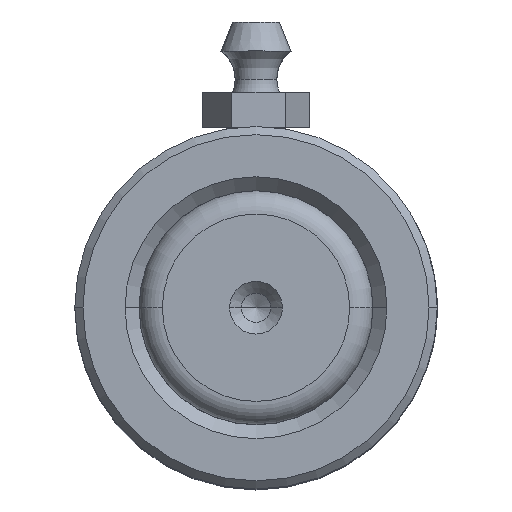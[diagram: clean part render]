
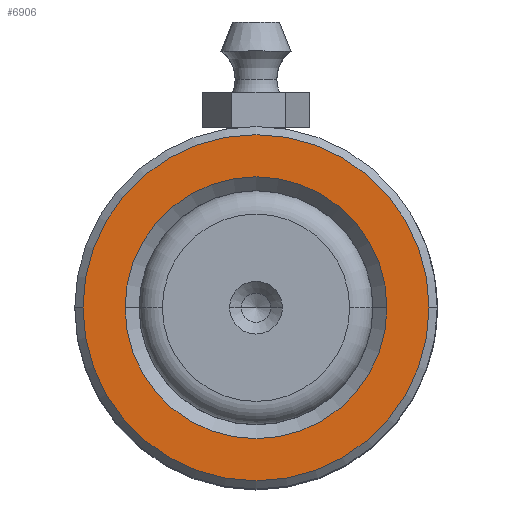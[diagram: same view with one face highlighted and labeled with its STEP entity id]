
A CAD part, top view. The second image highlights one B-rep face of the part: STEP entity #6906.
In plain terms, the highlighted planar face has unit normal (0, 0, 1).
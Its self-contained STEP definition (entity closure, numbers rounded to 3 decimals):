
#68 = DIRECTION ( 'NONE',  ( 1., 0., 0. ) ) ;
#420 = ORIENTED_EDGE ( 'NONE', *, *, #3468, .T. ) ;
#445 = CARTESIAN_POINT ( 'NONE',  ( 11.2, 0., 50. ) ) ;
#463 = FACE_BOUND ( 'NONE', #607, .T. ) ;
#588 = CARTESIAN_POINT ( 'NONE',  ( 0., 0., 50. ) ) ;
#607 = EDGE_LOOP ( 'NONE', ( #5861, #2431 ) ) ;
#621 = CARTESIAN_POINT ( 'NONE',  ( 0., 0., 50. ) ) ;
#866 = CARTESIAN_POINT ( 'NONE',  ( 0., 0., 50. ) ) ;
#1782 = AXIS2_PLACEMENT_3D ( 'NONE', #621, #4542, #6001 ) ;
#1946 = VERTEX_POINT ( 'NONE', #7501 ) ;
#2210 = DIRECTION ( 'NONE',  ( 1., 0., 0. ) ) ;
#2416 = AXIS2_PLACEMENT_3D ( 'NONE', #866, #5389, #2210 ) ;
#2431 = ORIENTED_EDGE ( 'NONE', *, *, #4265, .T. ) ;
#2835 = AXIS2_PLACEMENT_3D ( 'NONE', #588, #7818, #3254 ) ;
#2903 = CARTESIAN_POINT ( 'NONE',  ( 0., 0., 50. ) ) ;
#3254 = DIRECTION ( 'NONE',  ( 1., 0., 0. ) ) ;
#3468 = EDGE_CURVE ( 'NONE', #1946, #5258, #5225, .T. ) ;
#3494 = CIRCLE ( 'NONE', #1782, 11.2 ) ;
#3755 = EDGE_LOOP ( 'NONE', ( #7273, #420 ) ) ;
#3918 = DIRECTION ( 'NONE',  ( 0., 0., 1. ) ) ;
#4038 = CARTESIAN_POINT ( 'NONE',  ( 0., 0., 50. ) ) ;
#4265 = EDGE_CURVE ( 'NONE', #5170, #8178, #6002, .T. ) ;
#4511 = CIRCLE ( 'NONE', #5700, 14.8 ) ;
#4542 = DIRECTION ( 'NONE',  ( 0., 0., -1. ) ) ;
#4994 = CARTESIAN_POINT ( 'NONE',  ( -14.8, 0., 50. ) ) ;
#5170 = VERTEX_POINT ( 'NONE', #5665 ) ;
#5225 = CIRCLE ( 'NONE', #7225, 14.8 ) ;
#5258 = VERTEX_POINT ( 'NONE', #4994 ) ;
#5389 = DIRECTION ( 'NONE',  ( 0., 0., -1. ) ) ;
#5665 = CARTESIAN_POINT ( 'NONE',  ( -11.2, 0., 50. ) ) ;
#5700 = AXIS2_PLACEMENT_3D ( 'NONE', #4038, #3918, #68 ) ;
#5818 = PLANE ( 'NONE',  #2835 ) ;
#5861 = ORIENTED_EDGE ( 'NONE', *, *, #6985, .T. ) ;
#6001 = DIRECTION ( 'NONE',  ( 1., 0., 0. ) ) ;
#6002 = CIRCLE ( 'NONE', #2416, 11.2 ) ;
#6183 = DIRECTION ( 'NONE',  ( 0., 0., 1. ) ) ;
#6906 = ADVANCED_FACE ( 'NONE', ( #8237, #463 ), #5818, .T. ) ;
#6985 = EDGE_CURVE ( 'NONE', #8178, #5170, #3494, .T. ) ;
#7158 = EDGE_CURVE ( 'NONE', #5258, #1946, #4511, .T. ) ;
#7225 = AXIS2_PLACEMENT_3D ( 'NONE', #2903, #6183, #8069 ) ;
#7273 = ORIENTED_EDGE ( 'NONE', *, *, #7158, .T. ) ;
#7501 = CARTESIAN_POINT ( 'NONE',  ( 14.8, 0., 50. ) ) ;
#7818 = DIRECTION ( 'NONE',  ( 0., 0., 1. ) ) ;
#8069 = DIRECTION ( 'NONE',  ( 1., 0., 0. ) ) ;
#8178 = VERTEX_POINT ( 'NONE', #445 ) ;
#8237 = FACE_OUTER_BOUND ( 'NONE', #3755, .T. ) ;
